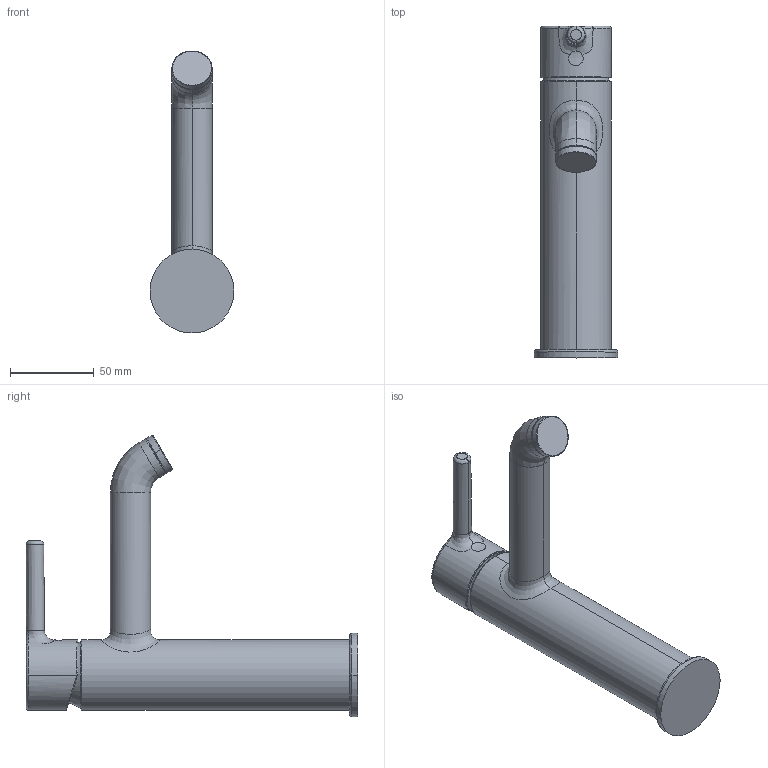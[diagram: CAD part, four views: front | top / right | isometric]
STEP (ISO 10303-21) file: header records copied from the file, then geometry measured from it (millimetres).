
FILE_DESCRIPTION (( 'STEP AP203' ), '1' );
FILE_NAME ('2605FH-105(2022)+543722070005(2022).STEP', '2022-11-02T07:39:00', ( '' ), ( '' ), 'SwSTEP 2.0', 'SolidWorks 2016', '' );
FILE_SCHEMA (( 'CONFIG_CONTROL_DESIGN' ));
Length unit declared in the file: millimetre
Products named in the file (1): 2605FH-105(2022)+543722070005(2022)
Bounding box: 50 x 197.71 x 168.06 mm (x, y, z)
Surface area: 50294.2 mm2 (no closed solid volume)
Topology: 0 solids, 5 shells, 70 faces, 147 edges, 89 vertices
Faces by surface type: bspline 38, cylinder 18, plane 14
Entity records: 8922 total; most frequent: CARTESIAN_POINT 7614, ORIENTED_EDGE 292, DIRECTION 192, EDGE_CURVE 147, VERTEX_POINT 89, AXIS2_PLACEMENT_3D 85, EDGE_LOOP 73, ADVANCED_FACE 70
